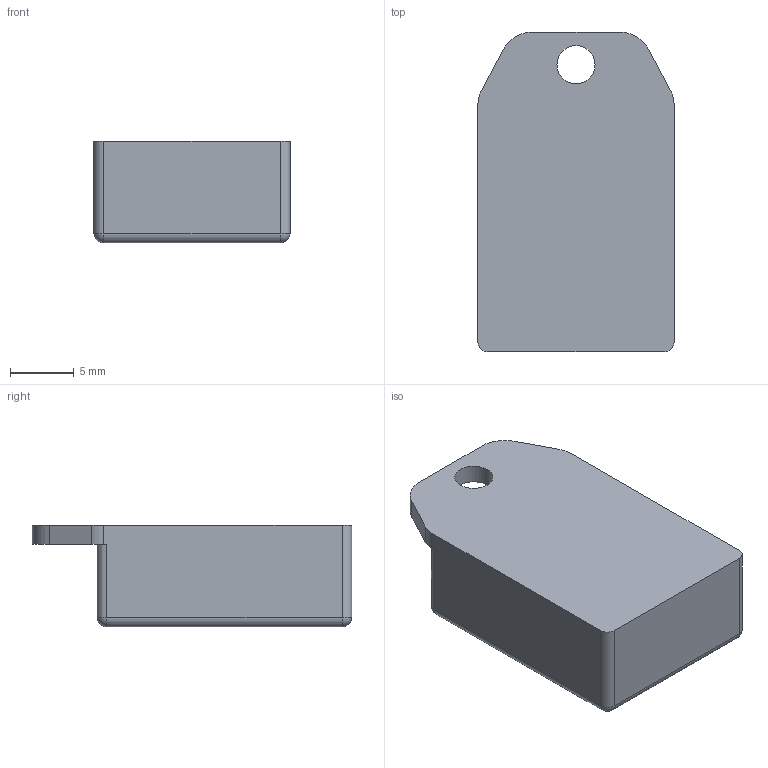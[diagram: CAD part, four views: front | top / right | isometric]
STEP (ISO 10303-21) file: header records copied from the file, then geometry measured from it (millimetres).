
FILE_DESCRIPTION(/* description */ (''),/* implementation_level */ '2;1');
FILE_NAME(/* name */ 'DTH22.step',/* time_stamp */ '2020-12-22T11:54:33+01:00',/* author */ (''),/* organization */ (''),/* preprocessor_version */ 'ST-DEVELOPER v18.1',/* originating_system */ 'Autodesk Translation Framework v9.7.1.1290',/* authorisation */ '');
FILE_SCHEMA (('AUTOMOTIVE_DESIGN { 1 0 10303 214 3 1 1 }'));
Length unit declared in the file: millimetre
Products named in the file (2): Sensor&Light box; DTH22
Assembly tree (1 placements, depth 2):
  Sensor&Light box
    DTH22
Bounding box: 15.4 x 25.1 x 8 mm (x, y, z)
Volume: 2537.6 mm3; surface area: 1286.2 mm2
Topology: 1 solids, 1 shells, 27 faces, 63 edges, 38 vertices
Faces by surface type: cylinder 13, plane 10, sphere 4
Full cylindrical faces by diameter (mm): 3 x1
Entity records: 838 total; most frequent: DIRECTION 149, CARTESIAN_POINT 131, ORIENTED_EDGE 126, EDGE_CURVE 63, AXIS2_PLACEMENT_3D 56, VERTEX_POINT 38, LINE 37, VECTOR 37
